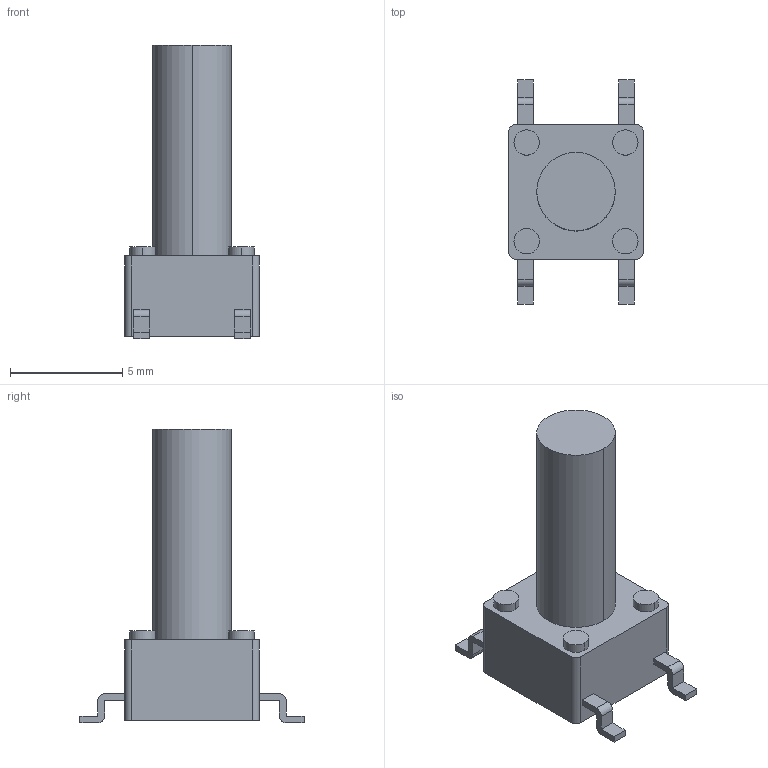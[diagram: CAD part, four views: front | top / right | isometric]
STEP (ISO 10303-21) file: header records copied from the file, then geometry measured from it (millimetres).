
FILE_DESCRIPTION((''),'2;1');
FILE_NAME('C-2-1977223-9','2021-11-30T05:37:40',('workeradm'),('TE Connectivity Ltd.'),'CREO PARAMETRIC BY PTC INC, 2021072','CREO PARAMETRIC BY PTC INC, 2021072','');
FILE_SCHEMA(('AUTOMOTIVE_DESIGN { 1 0 10303 214 1 1 1 1 }'));
Length unit declared in the file: millimetre
Products named in the file (1): C-2-1977223-9
Bounding box: 6 x 10 x 13.1 mm (x, y, z)
Volume: 223.8 mm3; surface area: 288.4 mm2
Topology: 1 solids, 1 shells, 69 faces, 174 edges, 116 vertices
Faces by surface type: plane 47, cylinder 22
Entity records: 2248 total; most frequent: CARTESIAN_POINT 361, DIRECTION 356, ORIENTED_EDGE 348, EDGE_CURVE 174, VECTOR 130, LINE 130, COLOUR_RGB 126, VERTEX_POINT 116
